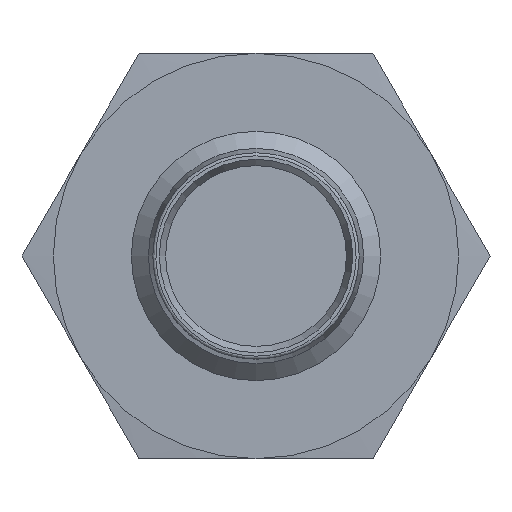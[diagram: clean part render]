
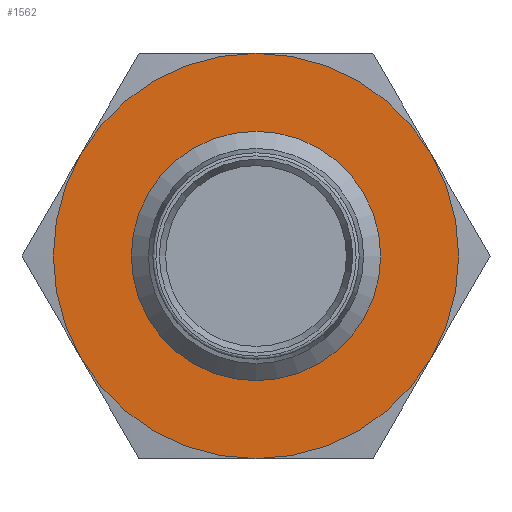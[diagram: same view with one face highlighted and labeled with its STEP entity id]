
A CAD part, left-side view. The second image highlights one B-rep face of the part: STEP entity #1562.
In plain terms, the highlighted planar face has unit normal (-1, 0, 0).
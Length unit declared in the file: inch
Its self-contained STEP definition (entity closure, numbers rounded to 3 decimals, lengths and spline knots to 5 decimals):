
#31 = EDGE_CURVE ( 'NONE', #1132, #1132, #229, .T. ) ;
#79 = CARTESIAN_POINT ( 'NONE',  ( 0.66929, 0., 0. ) ) ;
#85 = EDGE_LOOP ( 'NONE', ( #668 ) ) ;
#152 = DIRECTION ( 'NONE',  ( 1., 0., 0. ) ) ;
#190 = VERTEX_POINT ( 'NONE', #576 ) ;
#197 = DIRECTION ( 'NONE',  ( 0., 0., -1. ) ) ;
#207 = CIRCLE ( 'NONE', #771, 0.25591 ) ;
#229 = CIRCLE ( 'NONE', #544, 0.15748 ) ;
#258 = VERTEX_POINT ( 'NONE', #297 ) ;
#260 = DIRECTION ( 'NONE',  ( 0., 0., -1. ) ) ;
#274 = DIRECTION ( 'NONE',  ( 1., 0., 0. ) ) ;
#296 = PLANE ( 'NONE',  #1543 ) ;
#297 = CARTESIAN_POINT ( 'NONE',  ( 0.66929, 0.22162, 0.12795 ) ) ;
#326 = DIRECTION ( 'NONE',  ( 0., 0., -1. ) ) ;
#349 = CARTESIAN_POINT ( 'NONE',  ( 0.66929, 0., 0. ) ) ;
#375 = ORIENTED_EDGE ( 'NONE', *, *, #2134, .F. ) ;
#377 = EDGE_CURVE ( 'NONE', #190, #1966, #1705, .T. ) ;
#379 = ORIENTED_EDGE ( 'NONE', *, *, #745, .F. ) ;
#399 = VERTEX_POINT ( 'NONE', #1515 ) ;
#404 = EDGE_CURVE ( 'NONE', #258, #190, #1039, .T. ) ;
#409 = CIRCLE ( 'NONE', #1646, 0.25591 ) ;
#467 = DIRECTION ( 'NONE',  ( 0., 0., -1. ) ) ;
#471 = DIRECTION ( 'NONE',  ( 1., 0., 0. ) ) ;
#544 = AXIS2_PLACEMENT_3D ( 'NONE', #1955, #1647, #602 ) ;
#548 = CARTESIAN_POINT ( 'NONE',  ( 0.66929, -0.22162, -0.12795 ) ) ;
#576 = CARTESIAN_POINT ( 'NONE',  ( 0.66929, 0., 0.25591 ) ) ;
#602 = DIRECTION ( 'NONE',  ( 0., 0., 1. ) ) ;
#616 = CARTESIAN_POINT ( 'NONE',  ( 0.66929, 0., 0.15748 ) ) ;
#668 = ORIENTED_EDGE ( 'NONE', *, *, #31, .T. ) ;
#723 = VERTEX_POINT ( 'NONE', #548 ) ;
#745 = EDGE_CURVE ( 'NONE', #723, #2029, #2034, .T. ) ;
#757 = AXIS2_PLACEMENT_3D ( 'NONE', #1147, #471, #326 ) ;
#771 = AXIS2_PLACEMENT_3D ( 'NONE', #2189, #2146, #467 ) ;
#937 = CIRCLE ( 'NONE', #1922, 0.25591 ) ;
#944 = DIRECTION ( 'NONE',  ( 0., 0., -1. ) ) ;
#968 = FACE_BOUND ( 'NONE', #85, .T. ) ;
#1039 = CIRCLE ( 'NONE', #1603, 0.25591 ) ;
#1055 = CARTESIAN_POINT ( 'NONE',  ( 0.66929, 0., 0. ) ) ;
#1081 = AXIS2_PLACEMENT_3D ( 'NONE', #1055, #274, #944 ) ;
#1132 = VERTEX_POINT ( 'NONE', #616 ) ;
#1136 = FACE_OUTER_BOUND ( 'NONE', #1978, .T. ) ;
#1147 = CARTESIAN_POINT ( 'NONE',  ( 0.66929, 0., 0. ) ) ;
#1233 = EDGE_CURVE ( 'NONE', #1966, #723, #207, .T. ) ;
#1265 = DIRECTION ( 'NONE',  ( 1., 0., 0. ) ) ;
#1293 = DIRECTION ( 'NONE',  ( 0., 0., -1. ) ) ;
#1421 = ORIENTED_EDGE ( 'NONE', *, *, #404, .F. ) ;
#1441 = ORIENTED_EDGE ( 'NONE', *, *, #1233, .F. ) ;
#1497 = DIRECTION ( 'NONE',  ( 0., 0., -1. ) ) ;
#1515 = CARTESIAN_POINT ( 'NONE',  ( 0.66929, 0.22162, -0.12795 ) ) ;
#1543 = AXIS2_PLACEMENT_3D ( 'NONE', #1803, #1962, #1293 ) ;
#1547 = ORIENTED_EDGE ( 'NONE', *, *, #1748, .F. ) ;
#1562 = ADVANCED_FACE ( 'NONE', ( #968, #1136 ), #296, .F. ) ;
#1583 = CARTESIAN_POINT ( 'NONE',  ( 0.66929, 0., -0.25591 ) ) ;
#1603 = AXIS2_PLACEMENT_3D ( 'NONE', #349, #152, #1497 ) ;
#1646 = AXIS2_PLACEMENT_3D ( 'NONE', #79, #1265, #260 ) ;
#1647 = DIRECTION ( 'NONE',  ( 1., 0., 0. ) ) ;
#1673 = CARTESIAN_POINT ( 'NONE',  ( 0.66929, -0.22162, 0.12795 ) ) ;
#1704 = CARTESIAN_POINT ( 'NONE',  ( 0.66929, 0., 0. ) ) ;
#1705 = CIRCLE ( 'NONE', #757, 0.25591 ) ;
#1748 = EDGE_CURVE ( 'NONE', #399, #258, #937, .T. ) ;
#1803 = CARTESIAN_POINT ( 'NONE',  ( 0.66929, 0., 0. ) ) ;
#1922 = AXIS2_PLACEMENT_3D ( 'NONE', #1704, #2008, #197 ) ;
#1955 = CARTESIAN_POINT ( 'NONE',  ( 0.66929, 0., 0. ) ) ;
#1962 = DIRECTION ( 'NONE',  ( 1., 0., 0. ) ) ;
#1966 = VERTEX_POINT ( 'NONE', #1673 ) ;
#1978 = EDGE_LOOP ( 'NONE', ( #375, #379, #1441, #2173, #1421, #1547 ) ) ;
#2008 = DIRECTION ( 'NONE',  ( 1., 0., 0. ) ) ;
#2029 = VERTEX_POINT ( 'NONE', #1583 ) ;
#2034 = CIRCLE ( 'NONE', #1081, 0.25591 ) ;
#2134 = EDGE_CURVE ( 'NONE', #2029, #399, #409, .T. ) ;
#2146 = DIRECTION ( 'NONE',  ( 1., 0., 0. ) ) ;
#2173 = ORIENTED_EDGE ( 'NONE', *, *, #377, .F. ) ;
#2189 = CARTESIAN_POINT ( 'NONE',  ( 0.66929, 0., 0. ) ) ;
